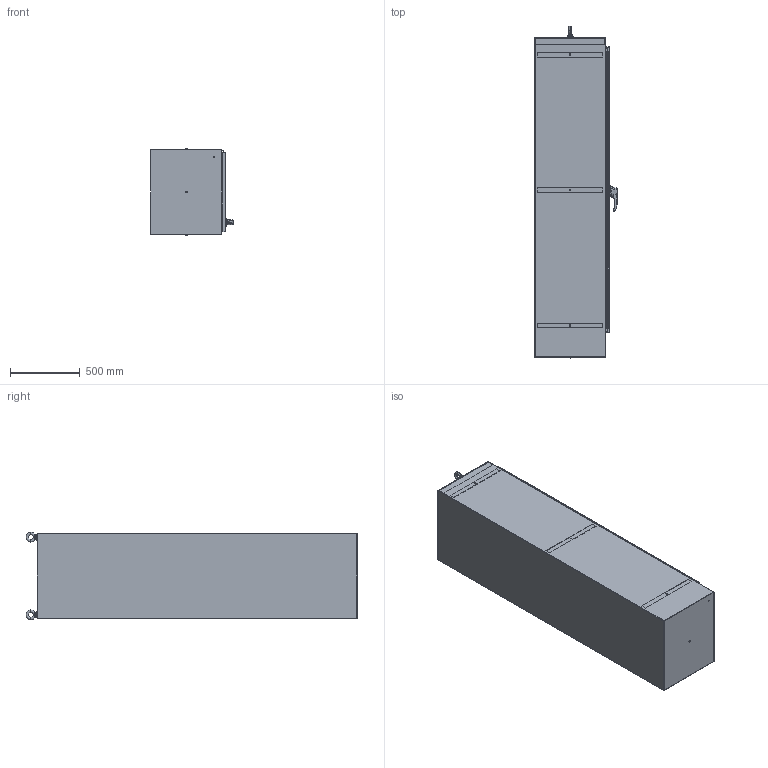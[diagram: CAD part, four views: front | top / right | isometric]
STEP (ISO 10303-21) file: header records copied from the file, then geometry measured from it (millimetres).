
FILE_DESCRIPTION (( 'STEP AP214' ), '1' );
FILE_NAME ('HN4FS902420SS.STEP', '2019-09-03T19:16:13', ( '' ), ( '' ), 'SwSTEP 2.0', 'SolidWorks 2018', '' );
FILE_SCHEMA (( 'AUTOMOTIVE_DESIGN' ));
Length unit declared in the file: inch
Products named in the file (1): HN4FS902420SS
Bounding box: 593.39 x 2374.63 x 624.94 mm (x, y, z)
Volume: 16926835.2 mm3; surface area: 14024814.3 mm2
Topology: 53 solids, 54 shells, 2042 faces, 5488 edges, 3560 vertices
Faces by surface type: cylinder 945, plane 932, cone 78, bspline 71, torus 16
Entity records: 102984 total; most frequent: CARTESIAN_POINT 24758, ORIENTED_EDGE 10944, DIRECTION 10893, EDGE_CURVE 5472, AXIS2_PLACEMENT_3D 3894, VERTEX_POINT 3560, VECTOR 3105, LINE 3105
